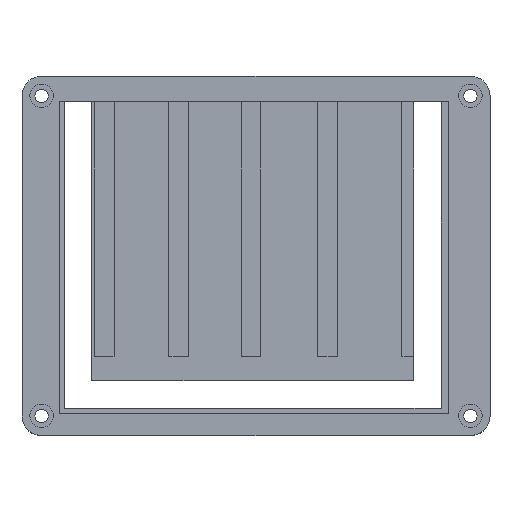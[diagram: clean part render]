
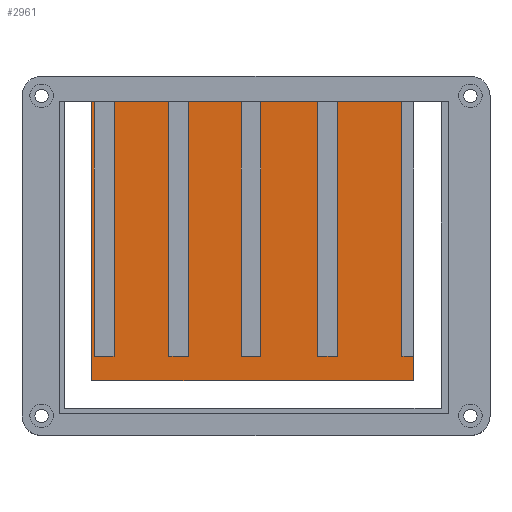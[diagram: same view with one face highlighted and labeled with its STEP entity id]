
A CAD part, top view. The second image highlights one B-rep face of the part: STEP entity #2961.
In plain terms, the highlighted planar face has unit normal (0, 0, 1).
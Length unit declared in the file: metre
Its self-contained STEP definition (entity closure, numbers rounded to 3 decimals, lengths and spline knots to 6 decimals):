
#50=LINE('',#4440,#381);
#51=LINE('',#4443,#382);
#52=LINE('',#4445,#383);
#53=LINE('',#4447,#384);
#54=LINE('',#4449,#385);
#55=LINE('',#4451,#386);
#56=LINE('',#4453,#387);
#57=LINE('',#4455,#388);
#58=LINE('',#4457,#389);
#59=LINE('',#4459,#390);
#60=LINE('',#4461,#391);
#61=LINE('',#4463,#392);
#62=LINE('',#4465,#393);
#63=LINE('',#4467,#394);
#64=LINE('',#4469,#395);
#65=LINE('',#4471,#396);
#66=LINE('',#4473,#397);
#67=LINE('',#4475,#398);
#68=LINE('',#4477,#399);
#69=LINE('',#4479,#400);
#70=LINE('',#4481,#401);
#71=LINE('',#4483,#402);
#381=VECTOR('',#3545,1.);
#382=VECTOR('',#3546,1.);
#383=VECTOR('',#3547,1.);
#384=VECTOR('',#3548,1.);
#385=VECTOR('',#3549,1.);
#386=VECTOR('',#3550,1.);
#387=VECTOR('',#3551,1.);
#388=VECTOR('',#3552,1.);
#389=VECTOR('',#3553,1.);
#390=VECTOR('',#3554,1.);
#391=VECTOR('',#3555,1.);
#392=VECTOR('',#3556,1.);
#393=VECTOR('',#3557,1.);
#394=VECTOR('',#3558,1.);
#395=VECTOR('',#3559,1.);
#396=VECTOR('',#3560,1.);
#397=VECTOR('',#3561,1.);
#398=VECTOR('',#3562,1.);
#399=VECTOR('',#3563,1.);
#400=VECTOR('',#3564,1.);
#401=VECTOR('',#3565,1.);
#402=VECTOR('',#3566,1.);
#695=PLANE('',#3203);
#864=ORIENTED_EDGE('',*,*,#1715,.F.);
#865=ORIENTED_EDGE('',*,*,#1716,.F.);
#866=ORIENTED_EDGE('',*,*,#1717,.F.);
#867=ORIENTED_EDGE('',*,*,#1718,.F.);
#868=ORIENTED_EDGE('',*,*,#1719,.T.);
#869=ORIENTED_EDGE('',*,*,#1720,.T.);
#870=ORIENTED_EDGE('',*,*,#1721,.T.);
#871=ORIENTED_EDGE('',*,*,#1722,.F.);
#872=ORIENTED_EDGE('',*,*,#1723,.T.);
#873=ORIENTED_EDGE('',*,*,#1724,.F.);
#874=ORIENTED_EDGE('',*,*,#1725,.F.);
#875=ORIENTED_EDGE('',*,*,#1726,.F.);
#876=ORIENTED_EDGE('',*,*,#1727,.T.);
#877=ORIENTED_EDGE('',*,*,#1728,.F.);
#878=ORIENTED_EDGE('',*,*,#1729,.F.);
#879=ORIENTED_EDGE('',*,*,#1730,.F.);
#880=ORIENTED_EDGE('',*,*,#1731,.T.);
#881=ORIENTED_EDGE('',*,*,#1732,.F.);
#882=ORIENTED_EDGE('',*,*,#1733,.F.);
#883=ORIENTED_EDGE('',*,*,#1734,.F.);
#884=ORIENTED_EDGE('',*,*,#1735,.F.);
#885=ORIENTED_EDGE('',*,*,#1736,.F.);
#1715=EDGE_CURVE('',#2143,#2144,#50,.T.);
#1716=EDGE_CURVE('',#2145,#2143,#51,.T.);
#1717=EDGE_CURVE('',#2146,#2145,#52,.T.);
#1718=EDGE_CURVE('',#2147,#2146,#53,.T.);
#1719=EDGE_CURVE('',#2147,#2148,#54,.T.);
#1720=EDGE_CURVE('',#2148,#2149,#55,.T.);
#1721=EDGE_CURVE('',#2149,#2150,#56,.T.);
#1722=EDGE_CURVE('',#2151,#2150,#57,.T.);
#1723=EDGE_CURVE('',#2151,#2152,#58,.T.);
#1724=EDGE_CURVE('',#2153,#2152,#59,.T.);
#1725=EDGE_CURVE('',#2154,#2153,#60,.T.);
#1726=EDGE_CURVE('',#2155,#2154,#61,.T.);
#1727=EDGE_CURVE('',#2155,#2156,#62,.T.);
#1728=EDGE_CURVE('',#2157,#2156,#63,.T.);
#1729=EDGE_CURVE('',#2158,#2157,#64,.T.);
#1730=EDGE_CURVE('',#2159,#2158,#65,.T.);
#1731=EDGE_CURVE('',#2159,#2160,#66,.T.);
#1732=EDGE_CURVE('',#2161,#2160,#67,.T.);
#1733=EDGE_CURVE('',#2162,#2161,#68,.T.);
#1734=EDGE_CURVE('',#2163,#2162,#69,.T.);
#1735=EDGE_CURVE('',#2164,#2163,#70,.T.);
#1736=EDGE_CURVE('',#2144,#2164,#71,.T.);
#2143=VERTEX_POINT('',#4441);
#2144=VERTEX_POINT('',#4442);
#2145=VERTEX_POINT('',#4444);
#2146=VERTEX_POINT('',#4446);
#2147=VERTEX_POINT('',#4448);
#2148=VERTEX_POINT('',#4450);
#2149=VERTEX_POINT('',#4452);
#2150=VERTEX_POINT('',#4454);
#2151=VERTEX_POINT('',#4456);
#2152=VERTEX_POINT('',#4458);
#2153=VERTEX_POINT('',#4460);
#2154=VERTEX_POINT('',#4462);
#2155=VERTEX_POINT('',#4464);
#2156=VERTEX_POINT('',#4466);
#2157=VERTEX_POINT('',#4468);
#2158=VERTEX_POINT('',#4470);
#2159=VERTEX_POINT('',#4472);
#2160=VERTEX_POINT('',#4474);
#2161=VERTEX_POINT('',#4476);
#2162=VERTEX_POINT('',#4478);
#2163=VERTEX_POINT('',#4480);
#2164=VERTEX_POINT('',#4482);
#2510=EDGE_LOOP('',(#864,#865,#866,#867,#868,#869,#870,#871,#872,#873,#874,
#875,#876,#877,#878,#879,#880,#881,#882,#883,#884,#885));
#2717=FACE_BOUND('',#2510,.T.);
#2961=ADVANCED_FACE('',(#2717),#695,.F.);
#3203=AXIS2_PLACEMENT_3D('',#4439,#3543,#3544);
#3543=DIRECTION('',(0.,0.,-1.));
#3544=DIRECTION('',(1.,0.,0.));
#3545=DIRECTION('',(0.,-1.,0.));
#3546=DIRECTION('',(1.,0.,0.));
#3547=DIRECTION('',(0.,-1.,0.));
#3548=DIRECTION('',(1.,0.,0.));
#3549=DIRECTION('',(0.,-1.,0.));
#3550=DIRECTION('',(-1.,0.,0.));
#3551=DIRECTION('',(0.,1.,0.));
#3552=DIRECTION('',(1.,0.,0.));
#3553=DIRECTION('',(0.,-1.,0.));
#3554=DIRECTION('',(1.,0.,0.));
#3555=DIRECTION('',(0.,-1.,0.));
#3556=DIRECTION('',(1.,0.,0.));
#3557=DIRECTION('',(0.,-1.,0.));
#3558=DIRECTION('',(1.,0.,0.));
#3559=DIRECTION('',(0.,-1.,0.));
#3560=DIRECTION('',(1.,0.,0.));
#3561=DIRECTION('',(0.,-1.,0.));
#3562=DIRECTION('',(1.,0.,0.));
#3563=DIRECTION('',(0.,-1.,0.));
#3564=DIRECTION('',(1.,0.,0.));
#3565=DIRECTION('',(0.,1.,0.));
#3566=DIRECTION('',(-1.,0.,0.));
#4439=CARTESIAN_POINT('',(-0.014942,0.011548,0.));
#4440=CARTESIAN_POINT('',(0.025315,0.011548,0.));
#4441=CARTESIAN_POINT('',(0.025315,-0.014093,0.));
#4442=CARTESIAN_POINT('',(0.025315,-0.020312,0.));
#4443=CARTESIAN_POINT('',(0.023814,-0.014093,0.));
#4444=CARTESIAN_POINT('',(0.022314,-0.014093,0.));
#4445=CARTESIAN_POINT('',(0.022314,0.018407,0.));
#4446=CARTESIAN_POINT('',(0.022314,0.050907,0.));
#4447=CARTESIAN_POINT('',(-0.015442,0.050907,0.));
#4448=CARTESIAN_POINT('',(0.005814,0.050907,0.));
#4449=CARTESIAN_POINT('',(0.005814,0.018407,0.));
#4450=CARTESIAN_POINT('',(0.005814,-0.014093,0.));
#4451=CARTESIAN_POINT('',(0.003314,-0.014093,0.));
#4452=CARTESIAN_POINT('',(0.000814,-0.014093,0.));
#4453=CARTESIAN_POINT('',(0.000814,0.018407,0.));
#4454=CARTESIAN_POINT('',(0.000814,0.050907,0.));
#4455=CARTESIAN_POINT('',(-0.015442,0.050907,0.));
#4456=CARTESIAN_POINT('',(-0.013686,0.050907,0.));
#4457=CARTESIAN_POINT('',(-0.013686,0.018407,0.));
#4458=CARTESIAN_POINT('',(-0.013686,-0.014093,0.));
#4459=CARTESIAN_POINT('',(-0.016186,-0.014093,0.));
#4460=CARTESIAN_POINT('',(-0.018686,-0.014093,0.));
#4461=CARTESIAN_POINT('',(-0.018686,0.018407,0.));
#4462=CARTESIAN_POINT('',(-0.018686,0.050907,0.));
#4463=CARTESIAN_POINT('',(-0.015442,0.050907,0.));
#4464=CARTESIAN_POINT('',(-0.032186,0.050907,0.));
#4465=CARTESIAN_POINT('',(-0.032186,0.018407,0.));
#4466=CARTESIAN_POINT('',(-0.032186,-0.014093,0.));
#4467=CARTESIAN_POINT('',(-0.034686,-0.014093,0.));
#4468=CARTESIAN_POINT('',(-0.037186,-0.014093,0.));
#4469=CARTESIAN_POINT('',(-0.037186,0.018407,0.));
#4470=CARTESIAN_POINT('',(-0.037186,0.050907,0.));
#4471=CARTESIAN_POINT('',(-0.015442,0.050907,0.));
#4472=CARTESIAN_POINT('',(-0.051198,0.050907,0.));
#4473=CARTESIAN_POINT('',(-0.051198,0.018407,0.));
#4474=CARTESIAN_POINT('',(-0.051198,-0.014093,0.));
#4475=CARTESIAN_POINT('',(-0.053698,-0.014093,0.));
#4476=CARTESIAN_POINT('',(-0.056198,-0.014093,0.));
#4477=CARTESIAN_POINT('',(-0.056198,0.018407,0.));
#4478=CARTESIAN_POINT('',(-0.056198,0.050907,0.));
#4479=CARTESIAN_POINT('',(-0.015442,0.050907,0.));
#4480=CARTESIAN_POINT('',(-0.056887,0.050907,0.));
#4481=CARTESIAN_POINT('',(-0.056887,0.011548,0.));
#4482=CARTESIAN_POINT('',(-0.056887,-0.020312,0.));
#4483=CARTESIAN_POINT('',(-0.014942,-0.020312,0.));
